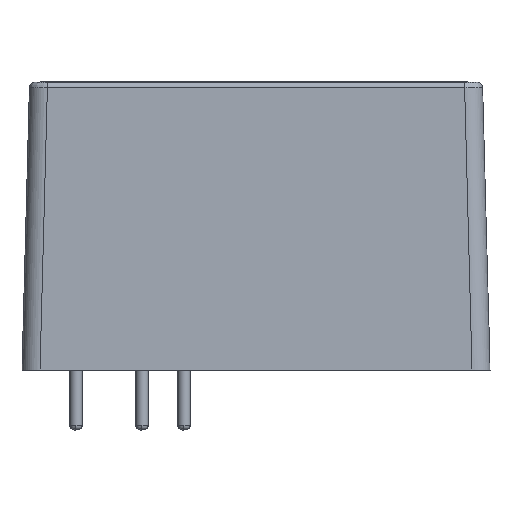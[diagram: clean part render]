
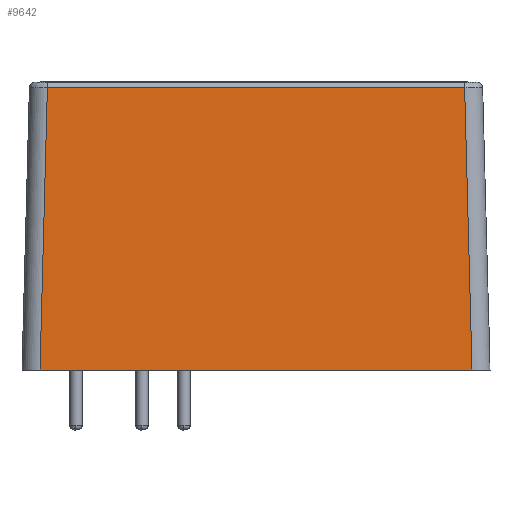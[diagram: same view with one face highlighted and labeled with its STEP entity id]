
A CAD part, left-side view. The second image highlights one B-rep face of the part: STEP entity #9642.
In plain terms, the highlighted planar face has unit normal (-1, 0, 0.026).
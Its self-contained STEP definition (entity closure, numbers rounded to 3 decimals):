
#1336 = DIRECTION ( 'NONE',  ( -0.026, 0.026, -0.999 ) ) ;
#1499 = DIRECTION ( 'NONE',  ( 0., 1., 0. ) ) ;
#2241 = ORIENTED_EDGE ( 'NONE', *, *, #5665, .T. ) ;
#2383 = LINE ( 'NONE', #22349, #9289 ) ;
#2937 = CARTESIAN_POINT ( 'NONE',  ( -34.134, 23.938, 8.127 ) ) ;
#3703 = VERTEX_POINT ( 'NONE', #13430 ) ;
#5433 = ORIENTED_EDGE ( 'NONE', *, *, #15405, .T. ) ;
#5496 = VECTOR ( 'NONE', #1336, 1000. ) ;
#5665 = EDGE_CURVE ( 'NONE', #24976, #6697, #24795, .T. ) ;
#6697 = VERTEX_POINT ( 'NONE', #19083 ) ;
#6922 = EDGE_CURVE ( 'NONE', #6697, #24132, #11122, .T. ) ;
#7242 = CARTESIAN_POINT ( 'NONE',  ( -34.75, -15.615, -15.386 ) ) ;
#7383 = AXIS2_PLACEMENT_3D ( 'NONE', #13095, #14656, #12871 ) ;
#7903 = VECTOR ( 'NONE', #1499, 1000. ) ;
#8044 = PLANE ( 'NONE',  #7383 ) ;
#9289 = VECTOR ( 'NONE', #12231, 1000. ) ;
#9642 = ADVANCED_FACE ( 'NONE', ( #23399 ), #8044, .T. ) ;
#10870 = ORIENTED_EDGE ( 'NONE', *, *, #24804, .T. ) ;
#11122 = LINE ( 'NONE', #2937, #7903 ) ;
#12231 = DIRECTION ( 'NONE',  ( 0., -1., 0. ) ) ;
#12871 = DIRECTION ( 'NONE',  ( -0.026, 0., -1. ) ) ;
#13095 = CARTESIAN_POINT ( 'NONE',  ( -34.75, 23.938, -15.386 ) ) ;
#13430 = CARTESIAN_POINT ( 'NONE',  ( -34.75, 20.386, -15.386 ) ) ;
#14656 = DIRECTION ( 'NONE',  ( -1., 0., 0.026 ) ) ;
#15056 = DIRECTION ( 'NONE',  ( 0.026, 0.026, 0.999 ) ) ;
#15405 = EDGE_CURVE ( 'NONE', #3703, #24976, #2383, .T. ) ;
#16430 = ORIENTED_EDGE ( 'NONE', *, *, #6922, .T. ) ;
#19058 = CARTESIAN_POINT ( 'NONE',  ( -34.75, -15.615, -15.386 ) ) ;
#19083 = CARTESIAN_POINT ( 'NONE',  ( -34.134, -14.999, 8.127 ) ) ;
#22349 = CARTESIAN_POINT ( 'NONE',  ( -34.75, 2.386, -15.386 ) ) ;
#22597 = LINE ( 'NONE', #24630, #5496 ) ;
#23399 = FACE_OUTER_BOUND ( 'NONE', #23790, .T. ) ;
#23790 = EDGE_LOOP ( 'NONE', ( #2241, #16430, #10870, #5433 ) ) ;
#24049 = CARTESIAN_POINT ( 'NONE',  ( -34.134, 19.771, 8.127 ) ) ;
#24132 = VERTEX_POINT ( 'NONE', #24049 ) ;
#24281 = VECTOR ( 'NONE', #15056, 1000. ) ;
#24630 = CARTESIAN_POINT ( 'NONE',  ( -34.134, 19.771, 8.127 ) ) ;
#24795 = LINE ( 'NONE', #7242, #24281 ) ;
#24804 = EDGE_CURVE ( 'NONE', #24132, #3703, #22597, .T. ) ;
#24976 = VERTEX_POINT ( 'NONE', #19058 ) ;
